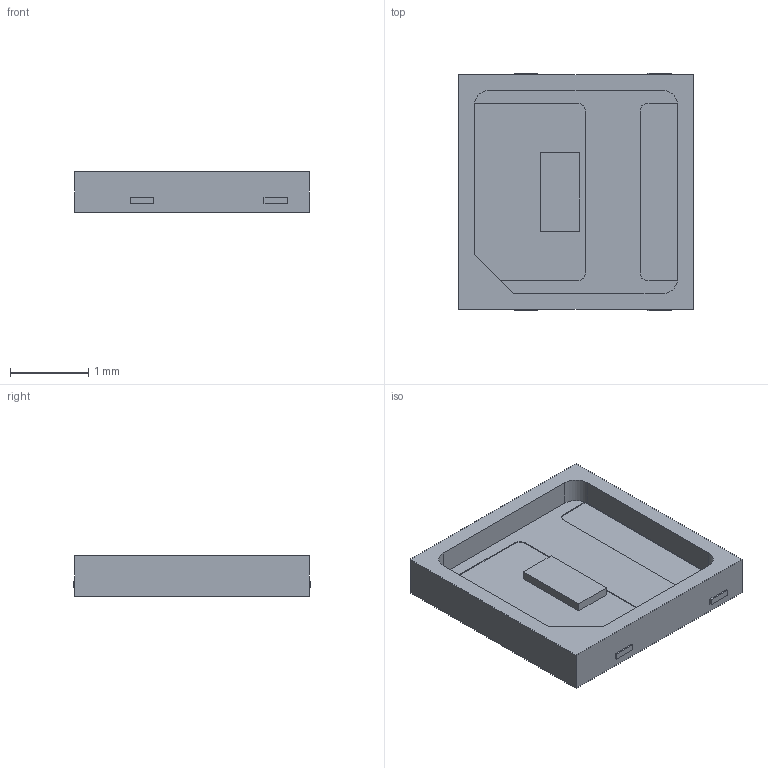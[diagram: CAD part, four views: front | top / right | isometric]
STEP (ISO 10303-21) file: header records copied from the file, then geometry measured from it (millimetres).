
FILE_DESCRIPTION(('FreeCAD Model'),'2;1');
FILE_NAME('LED_NFSL757D-V1.step','2016-02-25T17:09:34',('Author'),( ''),'Open CASCADE STEP processor 6.8','FreeCAD','Unknown');
FILE_SCHEMA(('AUTOMOTIVE_DESIGN_CC2 { 1 2 10303 214 -1 1 5 4 }'));
Length unit declared in the file: millimetre
Products named in the file (2): ASSEMBLY; LED_NFSL757D-V1
Assembly tree (1 placements, depth 2):
  ASSEMBLY
    LED_NFSL757D-V1
Bounding box: 3 x 3.04 x 0.52 mm (x, y, z)
Volume: 2.5 mm3; surface area: 28.1 mm2
Topology: 1 solids, 1 shells, 72 faces, 190 edges, 128 vertices
Faces by surface type: plane 61, cylinder 11
Entity records: 5214 total; most frequent: CARTESIAN_POINT 910, DIRECTION 680, LINE 472, VECTOR 472, ORIENTED_EDGE 380, PCURVE 380, DEFINITIONAL_REPRESENTATION 380, EDGE_CURVE 190
